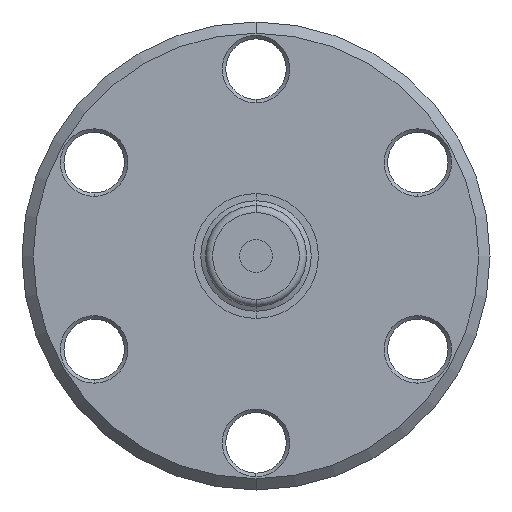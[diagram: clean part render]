
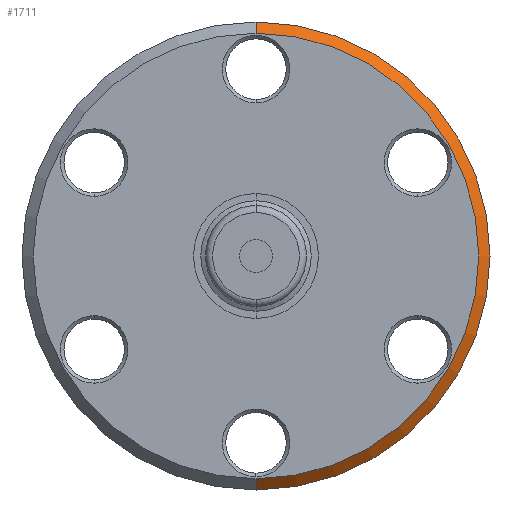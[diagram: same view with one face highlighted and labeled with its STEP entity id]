
A CAD part, front view. The second image highlights one B-rep face of the part: STEP entity #1711.
In plain terms, the highlighted conical face has half-angle 45 degrees and reference radius 16.891 mm.
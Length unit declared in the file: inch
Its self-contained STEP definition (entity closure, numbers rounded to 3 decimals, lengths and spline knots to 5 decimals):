
#53 = CARTESIAN_POINT ( 'NONE',  ( 0., 0., 0. ) ) ;
#216 = EDGE_CURVE ( 'NONE', #1129, #1886, #1524, .T. ) ;
#266 = EDGE_LOOP ( 'NONE', ( #2112, #436, #1030, #604 ) ) ;
#369 = CIRCLE ( 'NONE', #706, 0.665 ) ;
#436 = ORIENTED_EDGE ( 'NONE', *, *, #216, .T. ) ;
#559 = DIRECTION ( 'NONE',  ( 0., 0., 1. ) ) ;
#598 = DIRECTION ( 'NONE',  ( 0., -1., 0. ) ) ;
#604 = ORIENTED_EDGE ( 'NONE', *, *, #1430, .F. ) ;
#644 = VECTOR ( 'NONE', #800, 39.37008 ) ;
#706 = AXIS2_PLACEMENT_3D ( 'NONE', #1545, #2082, #985 ) ;
#719 = CARTESIAN_POINT ( 'NONE',  ( 0., 0.032, -0.665 ) ) ;
#774 = CARTESIAN_POINT ( 'NONE',  ( 0., 0., -0.633 ) ) ;
#800 = DIRECTION ( 'NONE',  ( 0., 0.707, 0.707 ) ) ;
#811 = DIRECTION ( 'NONE',  ( 0., 0., -1. ) ) ;
#831 = AXIS2_PLACEMENT_3D ( 'NONE', #53, #598, #811 ) ;
#985 = DIRECTION ( 'NONE',  ( 0., 0., -1. ) ) ;
#1030 = ORIENTED_EDGE ( 'NONE', *, *, #1782, .T. ) ;
#1111 = CARTESIAN_POINT ( 'NONE',  ( 0., 0.032, 0. ) ) ;
#1129 = VERTEX_POINT ( 'NONE', #774 ) ;
#1221 = CIRCLE ( 'NONE', #831, 0.633 ) ;
#1373 = CARTESIAN_POINT ( 'NONE',  ( 0., 0., 0.633 ) ) ;
#1430 = EDGE_CURVE ( 'NONE', #1924, #1683, #1732, .T. ) ;
#1453 = DIRECTION ( 'NONE',  ( 0., 1., 0. ) ) ;
#1478 = FACE_OUTER_BOUND ( 'NONE', #266, .T. ) ;
#1524 = LINE ( 'NONE', #719, #2136 ) ;
#1545 = CARTESIAN_POINT ( 'NONE',  ( 0., 0.032, 0. ) ) ;
#1549 = CARTESIAN_POINT ( 'NONE',  ( 0., 0.032, 0.665 ) ) ;
#1661 = CARTESIAN_POINT ( 'NONE',  ( 0., 0.032, 0.665 ) ) ;
#1683 = VERTEX_POINT ( 'NONE', #1661 ) ;
#1700 = CARTESIAN_POINT ( 'NONE',  ( 0., 0.032, -0.665 ) ) ;
#1711 = ADVANCED_FACE ( 'NONE', ( #1478 ), #2097, .T. ) ;
#1732 = LINE ( 'NONE', #1549, #644 ) ;
#1782 = EDGE_CURVE ( 'NONE', #1886, #1683, #369, .T. ) ;
#1825 = EDGE_CURVE ( 'NONE', #1129, #1924, #1221, .T. ) ;
#1886 = VERTEX_POINT ( 'NONE', #1700 ) ;
#1924 = VERTEX_POINT ( 'NONE', #1373 ) ;
#2082 = DIRECTION ( 'NONE',  ( 0., -1., 0. ) ) ;
#2097 = CONICAL_SURFACE ( 'NONE', #2417, 0.665, 0.785 ) ;
#2112 = ORIENTED_EDGE ( 'NONE', *, *, #1825, .F. ) ;
#2136 = VECTOR ( 'NONE', #2269, 39.37008 ) ;
#2269 = DIRECTION ( 'NONE',  ( 0., 0.707, -0.707 ) ) ;
#2417 = AXIS2_PLACEMENT_3D ( 'NONE', #1111, #1453, #559 ) ;
